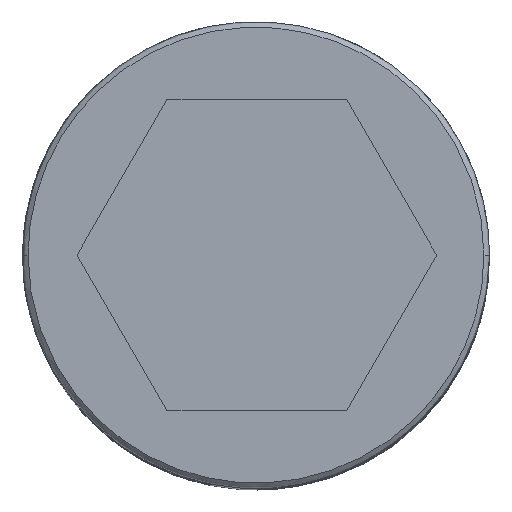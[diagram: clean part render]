
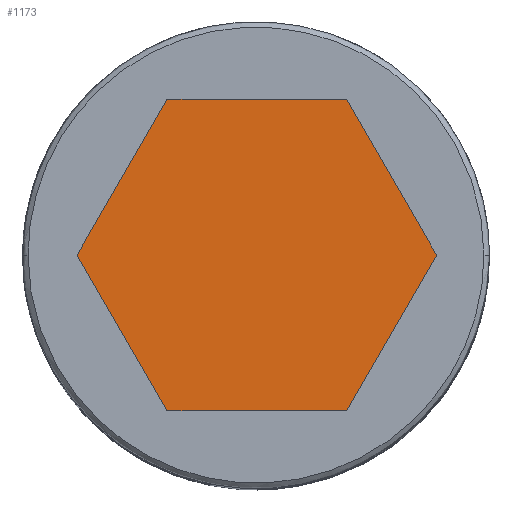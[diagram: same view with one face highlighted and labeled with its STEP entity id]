
A CAD part, top view. The second image highlights one B-rep face of the part: STEP entity #1173.
In plain terms, the highlighted planar face has unit normal (0, 0, 1).
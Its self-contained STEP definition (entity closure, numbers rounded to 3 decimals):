
#1173=ADVANCED_FACE('',(#2167),#18971,.T.);
#2167=FACE_OUTER_BOUND('',#3325,.T.);
#3325=EDGE_LOOP('',(#9600,#9601,#9602,#9603,#9604,#9605));
#9600=ORIENTED_EDGE('',*,*,#12745,.T.);
#9601=ORIENTED_EDGE('',*,*,#12743,.F.);
#9602=ORIENTED_EDGE('',*,*,#12740,.F.);
#9603=ORIENTED_EDGE('',*,*,#12737,.F.);
#9604=ORIENTED_EDGE('',*,*,#12735,.F.);
#9605=ORIENTED_EDGE('',*,*,#12732,.F.);
#12732=EDGE_CURVE('',#17972,#17973,#15872,.T.);
#12735=EDGE_CURVE('',#17973,#17974,#15875,.T.);
#12737=EDGE_CURVE('',#17974,#17975,#15877,.T.);
#12740=EDGE_CURVE('',#17975,#17976,#15880,.T.);
#12743=EDGE_CURVE('',#17976,#17977,#15883,.T.);
#12745=EDGE_CURVE('',#17972,#17977,#15885,.T.);
#15872=B_SPLINE_CURVE_WITH_KNOTS('',1,(#31082,#31083),.UNSPECIFIED.,.F.,
 .F.,(2,2),(0.,1.),.UNSPECIFIED.);
#15875=B_SPLINE_CURVE_WITH_KNOTS('',1,(#31088,#31089),.UNSPECIFIED.,.F.,
 .F.,(2,2),(1.,2.),.UNSPECIFIED.);
#15877=B_SPLINE_CURVE_WITH_KNOTS('',1,(#31092,#31093),.UNSPECIFIED.,.F.,
 .F.,(2,2),(2.,3.),.UNSPECIFIED.);
#15880=B_SPLINE_CURVE_WITH_KNOTS('',1,(#31098,#31099),.UNSPECIFIED.,.F.,
 .F.,(2,2),(3.,4.),.UNSPECIFIED.);
#15883=B_SPLINE_CURVE_WITH_KNOTS('',1,(#31104,#31105),.UNSPECIFIED.,.F.,
 .F.,(2,2),(4.,5.),.UNSPECIFIED.);
#15885=B_SPLINE_CURVE_WITH_KNOTS('',1,(#31108,#31109),.UNSPECIFIED.,.F.,
 .F.,(2,2),(-6.,-5.),.UNSPECIFIED.);
#17972=VERTEX_POINT('',#31068);
#17973=VERTEX_POINT('',#31069);
#17974=VERTEX_POINT('',#31070);
#17975=VERTEX_POINT('',#31071);
#17976=VERTEX_POINT('',#31072);
#17977=VERTEX_POINT('',#31073);
#18971=PLANE('',#20043);
#20043=AXIS2_PLACEMENT_3D('',#31061,#21030,$);
#21030=DIRECTION('',(0.,0.,1.));
#31061=CARTESIAN_POINT('',(-22.11,-19.223,93.274));
#31068=CARTESIAN_POINT('',(-9.153,-15.999,93.274));
#31069=CARTESIAN_POINT('',(-18.391,0.001,93.274));
#31070=CARTESIAN_POINT('',(-9.153,16.001,93.274));
#31071=CARTESIAN_POINT('',(9.322,16.001,93.274));
#31072=CARTESIAN_POINT('',(18.56,0.001,93.274));
#31073=CARTESIAN_POINT('',(9.322,-15.999,93.274));
#31082=CARTESIAN_POINT('',(-9.153,-15.999,93.274));
#31083=CARTESIAN_POINT('',(-18.391,0.001,93.274));
#31088=CARTESIAN_POINT('',(-18.391,0.001,93.274));
#31089=CARTESIAN_POINT('',(-9.153,16.001,93.274));
#31092=CARTESIAN_POINT('',(-9.153,16.001,93.274));
#31093=CARTESIAN_POINT('',(9.322,16.001,93.274));
#31098=CARTESIAN_POINT('',(9.322,16.001,93.274));
#31099=CARTESIAN_POINT('',(18.56,0.001,93.274));
#31104=CARTESIAN_POINT('',(18.56,0.001,93.274));
#31105=CARTESIAN_POINT('',(9.322,-15.999,93.274));
#31108=CARTESIAN_POINT('',(-9.153,-15.999,93.274));
#31109=CARTESIAN_POINT('',(9.322,-15.999,93.274));
